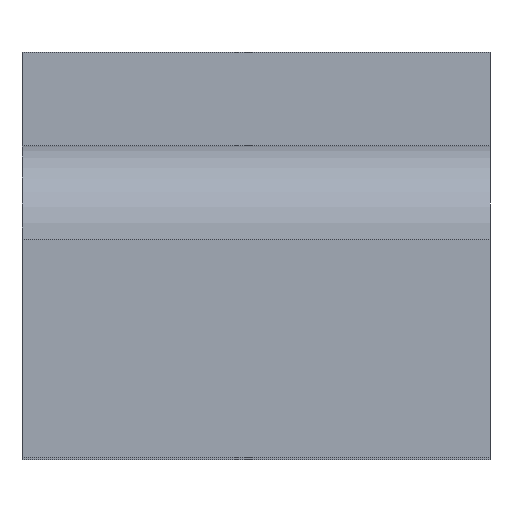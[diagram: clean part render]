
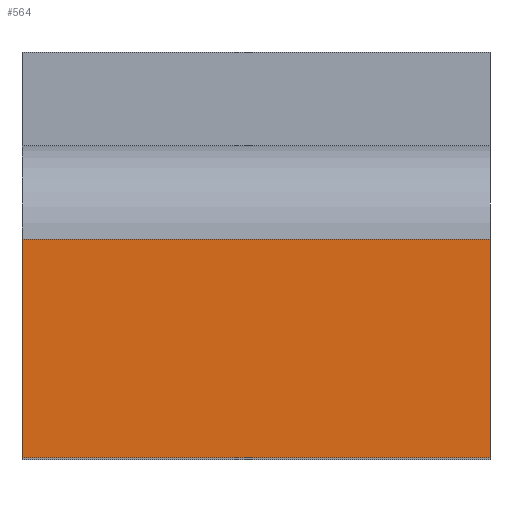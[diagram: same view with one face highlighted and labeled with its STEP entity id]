
A CAD part, top view. The second image highlights one B-rep face of the part: STEP entity #564.
In plain terms, the highlighted planar face has unit normal (0, 0, 1).
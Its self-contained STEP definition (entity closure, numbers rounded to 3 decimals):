
#4 = LINE ( 'NONE', #686, #250 ) ;
#51 = EDGE_CURVE ( 'NONE', #305, #403, #71, .T. ) ;
#63 = AXIS2_PLACEMENT_3D ( 'NONE', #405, #620, #268 ) ;
#64 = CARTESIAN_POINT ( 'NONE',  ( 7.5, -13., 20. ) ) ;
#66 = CARTESIAN_POINT ( 'NONE',  ( -7.5, -6., 20. ) ) ;
#69 = LINE ( 'NONE', #203, #551 ) ;
#71 = LINE ( 'NONE', #518, #515 ) ;
#120 = DIRECTION ( 'NONE',  ( 0., -1., 0. ) ) ;
#144 = ORIENTED_EDGE ( 'NONE', *, *, #624, .F. ) ;
#170 = DIRECTION ( 'NONE',  ( 0., -1., 0. ) ) ;
#203 = CARTESIAN_POINT ( 'NONE',  ( 7.5, -13., 20. ) ) ;
#217 = CARTESIAN_POINT ( 'NONE',  ( 7.5, -6., 20. ) ) ;
#250 = VECTOR ( 'NONE', #170, 1000. ) ;
#268 = DIRECTION ( 'NONE',  ( 0., 1., 0. ) ) ;
#276 = VERTEX_POINT ( 'NONE', #217 ) ;
#305 = VERTEX_POINT ( 'NONE', #64 ) ;
#318 = LINE ( 'NONE', #495, #336 ) ;
#319 = ORIENTED_EDGE ( 'NONE', *, *, #493, .T. ) ;
#320 = DIRECTION ( 'NONE',  ( -1., 0., 0. ) ) ;
#336 = VECTOR ( 'NONE', #338, 1000. ) ;
#338 = DIRECTION ( 'NONE',  ( -1., 0., 0. ) ) ;
#386 = FACE_OUTER_BOUND ( 'NONE', #468, .T. ) ;
#389 = ORIENTED_EDGE ( 'NONE', *, *, #51, .F. ) ;
#403 = VERTEX_POINT ( 'NONE', #526 ) ;
#405 = CARTESIAN_POINT ( 'NONE',  ( 7.5, -13., 20. ) ) ;
#468 = EDGE_LOOP ( 'NONE', ( #601, #389, #144, #319 ) ) ;
#493 = EDGE_CURVE ( 'NONE', #276, #516, #318, .T. ) ;
#495 = CARTESIAN_POINT ( 'NONE',  ( 7.5, -6., 20. ) ) ;
#515 = VECTOR ( 'NONE', #320, 1000. ) ;
#516 = VERTEX_POINT ( 'NONE', #66 ) ;
#518 = CARTESIAN_POINT ( 'NONE',  ( 7.5, -13., 20. ) ) ;
#526 = CARTESIAN_POINT ( 'NONE',  ( -7.5, -13., 20. ) ) ;
#551 = VECTOR ( 'NONE', #120, 1000. ) ;
#564 = ADVANCED_FACE ( 'NONE', ( #386 ), #597, .F. ) ;
#566 = EDGE_CURVE ( 'NONE', #516, #403, #4, .T. ) ;
#597 = PLANE ( 'NONE',  #63 ) ;
#601 = ORIENTED_EDGE ( 'NONE', *, *, #566, .T. ) ;
#620 = DIRECTION ( 'NONE',  ( 0., 0., -1. ) ) ;
#624 = EDGE_CURVE ( 'NONE', #276, #305, #69, .T. ) ;
#686 = CARTESIAN_POINT ( 'NONE',  ( -7.5, -13., 20. ) ) ;
